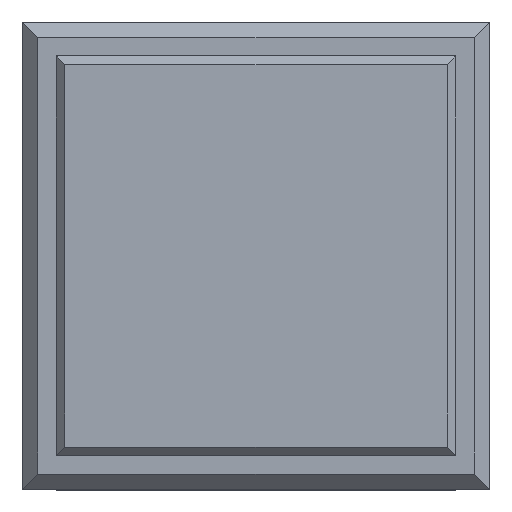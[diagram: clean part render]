
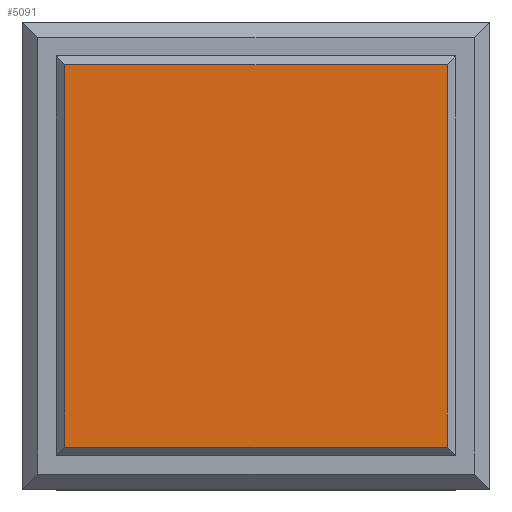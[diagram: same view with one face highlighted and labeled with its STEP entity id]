
A CAD part, top view. The second image highlights one B-rep face of the part: STEP entity #5091.
In plain terms, the highlighted planar face has unit normal (0, 0, 1).
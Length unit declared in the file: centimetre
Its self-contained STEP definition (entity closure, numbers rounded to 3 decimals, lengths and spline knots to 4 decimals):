
#227=LINE($,#8070,#713);
#228=LINE($,#8072,#714);
#229=LINE($,#8074,#715);
#230=LINE($,#8075,#716);
#713=VECTOR($,#6278,2.2);
#714=VECTOR($,#6279,2.2);
#715=VECTOR($,#6280,2.2);
#716=VECTOR($,#6281,2.2);
#1320=FACE_OUTER_BOUND($,#1646,.T.);
#1646=EDGE_LOOP($,(#3722,#3723,#3724,#3725));
#2269=VERTEX_POINT($,#8068);
#2270=VERTEX_POINT($,#8069);
#2271=VERTEX_POINT($,#8071);
#2272=VERTEX_POINT($,#8073);
#2810=EDGE_CURVE($,#2269,#2270,#227,.T.);
#2811=EDGE_CURVE($,#2271,#2269,#228,.T.);
#2812=EDGE_CURVE($,#2272,#2271,#229,.T.);
#2813=EDGE_CURVE($,#2270,#2272,#230,.T.);
#3722=ORIENTED_EDGE($,*,*,#2810,.F.);
#3723=ORIENTED_EDGE($,*,*,#2811,.F.);
#3724=ORIENTED_EDGE($,*,*,#2812,.F.);
#3725=ORIENTED_EDGE($,*,*,#2813,.F.);
#4873=PLANE($,#5486);
#5091=ADVANCED_FACE($,(#1320),#4873,.F.);
#5486=AXIS2_PLACEMENT_3D($,#8067,#6276,#6277);
#6276=DIRECTION('center_axis',(0.,0.,
-1.));
#6277=DIRECTION('ref_axis',(1.,0.,0.));
#6278=DIRECTION($,(0.,1.,0.));
#6279=DIRECTION($,(-1.,0.,0.));
#6280=DIRECTION($,(0.,-1.,0.));
#6281=DIRECTION($,(1.,0.,0.));
#8067=CARTESIAN_POINT('Origin',(0.,0.,
1.085));
#8068=CARTESIAN_POINT('',(-1.1,-1.1,1.085));
#8069=CARTESIAN_POINT('',(-1.1,1.1,1.085));
#8070=CARTESIAN_POINT($,(-1.1,0.575,1.085));
#8071=CARTESIAN_POINT('',(1.1,-1.1,1.085));
#8072=CARTESIAN_POINT($,(-0.575,-1.1,1.085));
#8073=CARTESIAN_POINT('',(1.1,1.1,1.085));
#8074=CARTESIAN_POINT($,(1.1,-0.575,1.085));
#8075=CARTESIAN_POINT($,(0.575,1.1,1.085));
